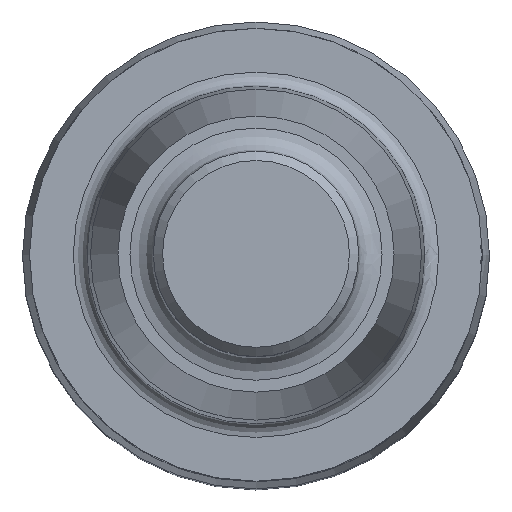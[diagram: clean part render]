
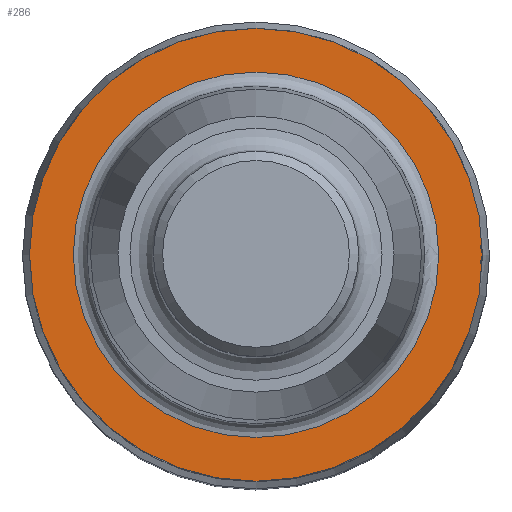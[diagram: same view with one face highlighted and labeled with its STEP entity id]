
A CAD part, top view. The second image highlights one B-rep face of the part: STEP entity #286.
In plain terms, the highlighted free-form (B-spline) face has degree [1, 1] with [2, 2] control points.
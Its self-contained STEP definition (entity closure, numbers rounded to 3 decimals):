
#8 = VERTEX_POINT('', #9);
#9 = CARTESIAN_POINT('', (4.85, 0., 0.));
#25 = EDGE_CURVE('', #8, #8, #26, .T.);
#26 = CIRCLE('', #27, 4.85);
#27 = AXIS2_PLACEMENT_3D('', #28, #29, #30);
#28 = CARTESIAN_POINT('', (0., 0., 0.));
#29 = DIRECTION('', (0., 0., 1.));
#30 = DIRECTION('', (1., 0., 0.));
#286 = ADVANCED_FACE('', (#287, #290), #301, .T.);
#287 = FACE_OUTER_BOUND('', #288, .T.);
#288 = EDGE_LOOP('', (#289));
#289 = ORIENTED_EDGE('', *, *, #25, .T.);
#290 = FACE_BOUND('', #291, .T.);
#291 = EDGE_LOOP('', (#292));
#292 = ORIENTED_EDGE('', *, *, #293, .T.);
#293 = EDGE_CURVE('', #294, #294, #296, .T.);
#294 = VERTEX_POINT('', #295);
#295 = CARTESIAN_POINT('', (3.914, 0., 0.));
#296 = CIRCLE('', #297, 3.914);
#297 = AXIS2_PLACEMENT_3D('', #298, #299, #300);
#298 = CARTESIAN_POINT('', (0., 0., 0.));
#299 = DIRECTION('', (0., 0., -1.));
#300 = DIRECTION('', (1., 0., 0.));
#301 = B_SPLINE_SURFACE_WITH_KNOTS('', 1, 1, ((#302, #303), (#304, #305)), .UNSPECIFIED., .F., .F., .U., (2, 2), (2, 2), (-4.851, 4.851), (-9.701, 0.001), .UNSPECIFIED.);
#302 = CARTESIAN_POINT('', (-4.851, -4.851, 0.));
#303 = CARTESIAN_POINT('', (-4.851, 4.851, 0.));
#304 = CARTESIAN_POINT('', (4.851, -4.851, 0.));
#305 = CARTESIAN_POINT('', (4.851, 4.851, 0.));
